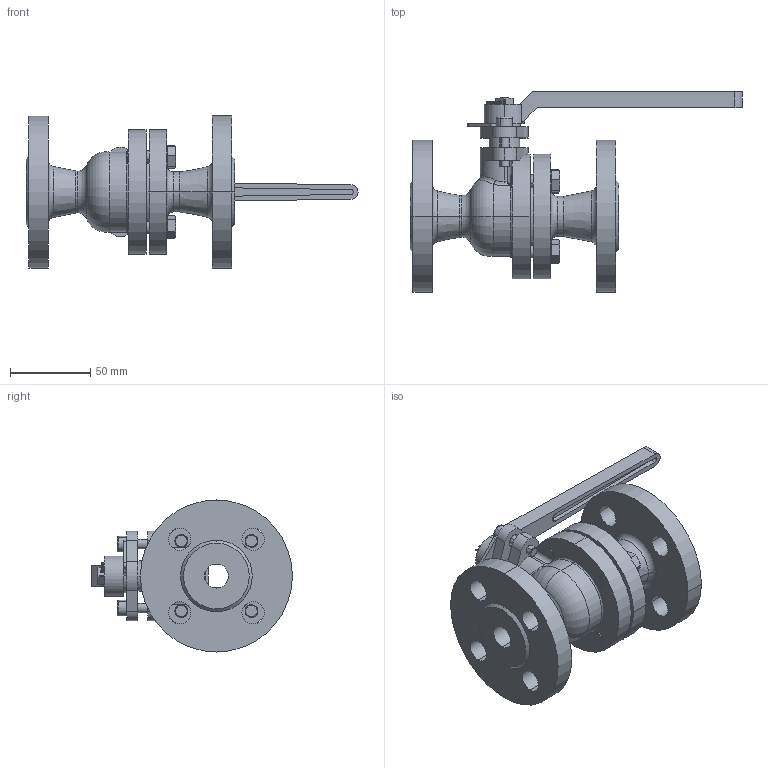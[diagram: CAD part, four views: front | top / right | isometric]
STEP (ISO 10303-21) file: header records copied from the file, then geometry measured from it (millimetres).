
FILE_DESCRIPTION (( 'STEP AP203' ), '1' );
FILE_NAME ('Q41F-15-2.STEP', '2023-08-02T08:07:23', ( '' ), ( '' ), 'SwSTEP 2.0', 'SolidWorks 2021', '' );
FILE_SCHEMA (( 'CONFIG_CONTROL_DESIGN' ));
Length unit declared in the file: millimetre
Products named in the file (10): 沓蹋揤裔; 15隅弇え; 15奻概极; hexagon head bolts-full thread gb_GB_FASTENER_BOLT_STBAB A M8X25-N; 种; hexagon socket head cap screws gb_GB_FASTENER_SCREWS_HSHCS M6X25-N; Q41F-15-2; 15狟概极; 15忒謫; 15概裝
Assembly tree (13 placements, depth 2):
  Q41F-15-2
    15狟概极
    15奻概极
    15概裝
    沓蹋揤裔
    15隅弇え
    15忒謫
    种
    hexagon socket head cap screws gb_GB_FASTENER_SCREWS_HSHCS M6X25-N  x2
    hexagon head bolts-full thread gb_GB_FASTENER_BOLT_STBAB A M8X25-N  x4
Bounding box: 207.5 x 125.5 x 95 mm (x, y, z)
Volume: 345000.8 mm3; surface area: 104448.8 mm2
Topology: 15 solids, 15 shells, 435 faces, 1062 edges, 674 vertices
Faces by surface type: plane 177, cylinder 165, cone 58, torus 27, bspline 8
Entity records: 11798 total; most frequent: CARTESIAN_POINT 2594, DIRECTION 1772, ORIENTED_EDGE 1620, EDGE_CURVE 810, AXIS2_PLACEMENT_3D 709, VERTEX_POINT 521, EDGE_LOOP 403, CIRCLE 372
